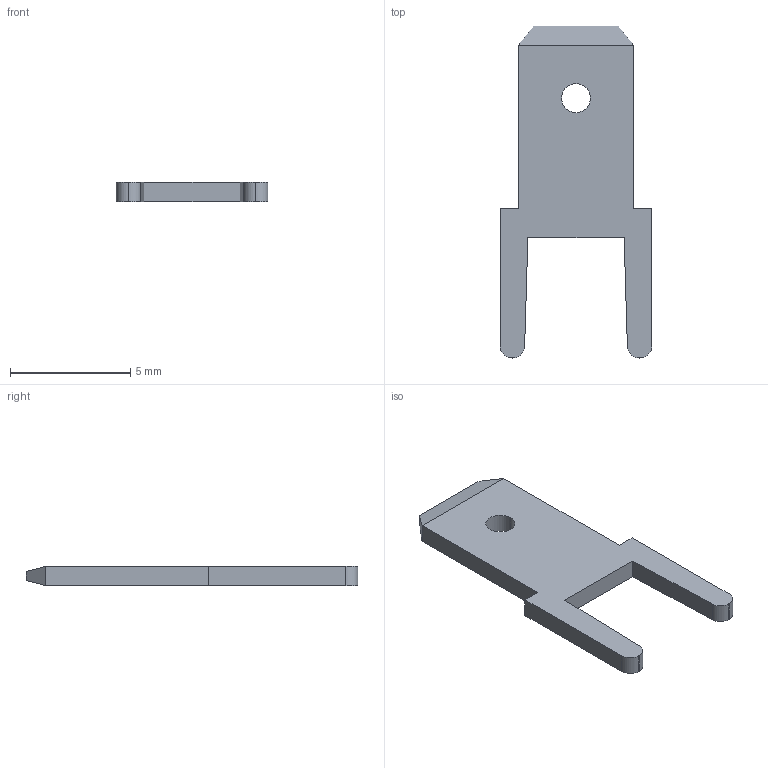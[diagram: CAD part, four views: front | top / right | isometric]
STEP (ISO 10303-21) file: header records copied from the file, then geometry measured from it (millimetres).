
FILE_DESCRIPTION (( 'STEP AP214' ), '1' );
FILE_NAME ('User Library-Faston PCB TAB 4.8x0.8x13.5.STEP', '2019-01-05T16:39:07', ( '' ), ( '' ), 'SwSTEP 2.0', 'SolidWorks 2018', '' );
FILE_SCHEMA (( 'AUTOMOTIVE_DESIGN' ));
Length unit declared in the file: millimetre
Products named in the file (1): User Library-Faston PCB TAB 4.8x0.8x13.5
Bounding box: 6.3 x 13.8 x 0.8 mm (x, y, z)
Volume: 41.7 mm3; surface area: 145.8 mm2
Topology: 1 solids, 1 shells, 24 faces, 62 edges, 40 vertices
Faces by surface type: plane 18, cylinder 6
Entity records: 1028 total; most frequent: CARTESIAN_POINT 127, ORIENTED_EDGE 124, DIRECTION 124, EDGE_CURVE 62, VECTOR 50, LINE 50, VERTEX_POINT 40, AXIS2_PLACEMENT_3D 37
